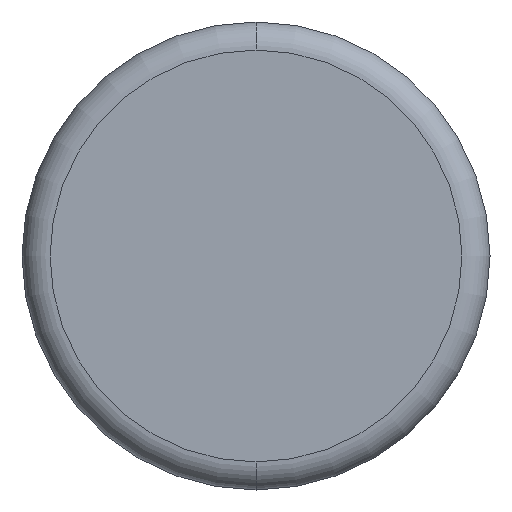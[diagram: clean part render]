
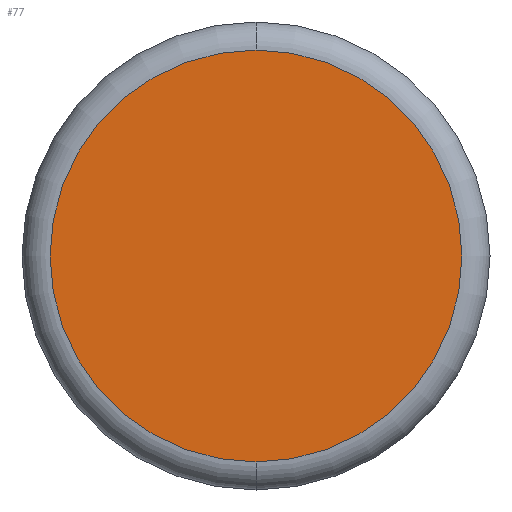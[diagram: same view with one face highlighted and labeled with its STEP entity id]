
A CAD part, front view. The second image highlights one B-rep face of the part: STEP entity #77.
In plain terms, the highlighted planar face has unit normal (0, -1, 0).
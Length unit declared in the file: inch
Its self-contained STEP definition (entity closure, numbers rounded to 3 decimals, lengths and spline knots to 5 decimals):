
#4 = FACE_OUTER_BOUND ( 'NONE', #109, .T. ) ;
#23 = AXIS2_PLACEMENT_3D ( 'NONE', #161, #70, #37 ) ;
#33 = EDGE_CURVE ( 'NONE', #76, #146, #180, .T. ) ;
#37 = DIRECTION ( 'NONE',  ( 0., 0., -1. ) ) ;
#53 = EDGE_CURVE ( 'NONE', #146, #76, #223, .T. ) ;
#70 = DIRECTION ( 'NONE',  ( 0., -1., 0. ) ) ;
#76 = VERTEX_POINT ( 'NONE', #167 ) ;
#77 = ADVANCED_FACE ( 'NONE', ( #4 ), #102, .T. ) ;
#80 = AXIS2_PLACEMENT_3D ( 'NONE', #237, #120, #305 ) ;
#102 = PLANE ( 'NONE',  #23 ) ;
#109 = EDGE_LOOP ( 'NONE', ( #227, #297 ) ) ;
#120 = DIRECTION ( 'NONE',  ( 0., -1., 0. ) ) ;
#123 = DIRECTION ( 'NONE',  ( 0., -1., 0. ) ) ;
#146 = VERTEX_POINT ( 'NONE', #177 ) ;
#161 = CARTESIAN_POINT ( 'NONE',  ( 0., 0., 0. ) ) ;
#167 = CARTESIAN_POINT ( 'NONE',  ( 0., 0., 0.22 ) ) ;
#177 = CARTESIAN_POINT ( 'NONE',  ( 0., 0., -0.22 ) ) ;
#180 = CIRCLE ( 'NONE', #80, 0.22 ) ;
#223 = CIRCLE ( 'NONE', #380, 0.22 ) ;
#227 = ORIENTED_EDGE ( 'NONE', *, *, #53, .T. ) ;
#237 = CARTESIAN_POINT ( 'NONE',  ( 0., 0., 0. ) ) ;
#241 = DIRECTION ( 'NONE',  ( 0., 0., -1. ) ) ;
#297 = ORIENTED_EDGE ( 'NONE', *, *, #33, .T. ) ;
#305 = DIRECTION ( 'NONE',  ( 0., 0., -1. ) ) ;
#380 = AXIS2_PLACEMENT_3D ( 'NONE', #394, #123, #241 ) ;
#394 = CARTESIAN_POINT ( 'NONE',  ( 0., 0., 0. ) ) ;
